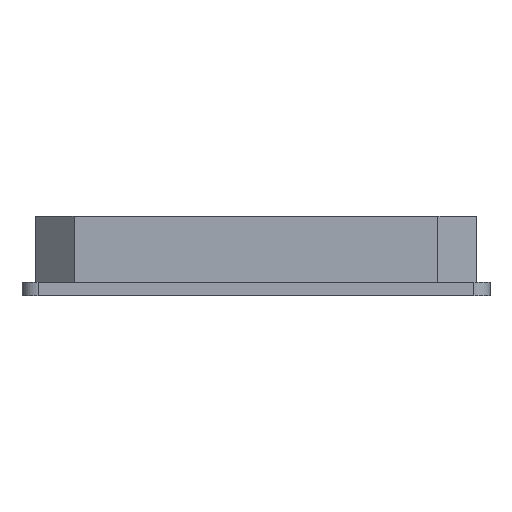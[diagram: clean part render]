
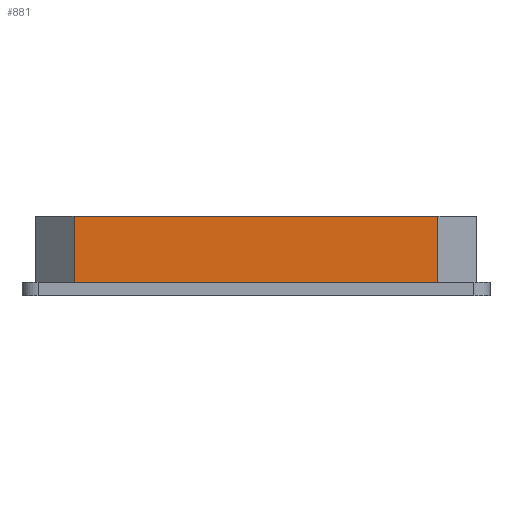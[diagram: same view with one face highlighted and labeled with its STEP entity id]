
A CAD part, left-side view. The second image highlights one B-rep face of the part: STEP entity #881.
In plain terms, the highlighted planar face has unit normal (-1, 0, 0).
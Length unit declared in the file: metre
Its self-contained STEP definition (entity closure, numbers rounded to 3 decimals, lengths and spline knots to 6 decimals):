
#881 = ADVANCED_FACE( '', ( #2570 ), #2571, .F. );
#2570 = FACE_OUTER_BOUND( '', #5468, .T. );
#2571 = PLANE( '', #5469 );
#5468 = EDGE_LOOP( '', ( #8636, #8637, #8638, #8639 ) );
#5469 = AXIS2_PLACEMENT_3D( '', #8640, #8641, #8642 );
#8636 = ORIENTED_EDGE( '', *, *, #15270, .T. );
#8637 = ORIENTED_EDGE( '', *, *, #15271, .T. );
#8638 = ORIENTED_EDGE( '', *, *, #15272, .F. );
#8639 = ORIENTED_EDGE( '', *, *, #15273, .T. );
#8640 = CARTESIAN_POINT( '', ( -0.06138, 0., 0.0146 ) );
#8641 = DIRECTION( '', ( 1., 0., 0. ) );
#8642 = DIRECTION( '', ( 0., 1., 0. ) );
#15270 = EDGE_CURVE( '', #17729, #17730, #17731, .T. );
#15271 = EDGE_CURVE( '', #17730, #17732, #17733, .T. );
#15272 = EDGE_CURVE( '', #17734, #17732, #17735, .T. );
#15273 = EDGE_CURVE( '', #17734, #17729, #17736, .T. );
#17729 = VERTEX_POINT( '', #21361 );
#17730 = VERTEX_POINT( '', #21362 );
#17731 = LINE( '', #21363, #21364 );
#17732 = VERTEX_POINT( '', #21365 );
#17733 = LINE( '', #21366, #21367 );
#17734 = VERTEX_POINT( '', #21368 );
#17735 = LINE( '', #21369, #21370 );
#17736 = LINE( '', #21371, #21372 );
#21361 = CARTESIAN_POINT( '', ( -0.06138, 0.03324, 0.0025 ) );
#21362 = CARTESIAN_POINT( '', ( -0.06138, -0.03324, 0.0025 ) );
#21363 = CARTESIAN_POINT( '', ( -0.06138, 0., 0.0025 ) );
#21364 = VECTOR( '', #26520, 1. );
#21365 = CARTESIAN_POINT( '', ( -0.06138, -0.03324, 0.0146 ) );
#21366 = CARTESIAN_POINT( '', ( -0.06138, -0.03324, 0.0146 ) );
#21367 = VECTOR( '', #26521, 1. );
#21368 = CARTESIAN_POINT( '', ( -0.06138, 0.03324, 0.0146 ) );
#21369 = CARTESIAN_POINT( '', ( -0.06138, 0., 0.0146 ) );
#21370 = VECTOR( '', #26522, 1. );
#21371 = CARTESIAN_POINT( '', ( -0.06138, 0.03324, 0.0146 ) );
#21372 = VECTOR( '', #26523, 1. );
#26520 = DIRECTION( '', ( 0., -1., 0. ) );
#26521 = DIRECTION( '', ( 0., 0., 1. ) );
#26522 = DIRECTION( '', ( 0., -1., 0. ) );
#26523 = DIRECTION( '', ( 0., 0., -1. ) );
